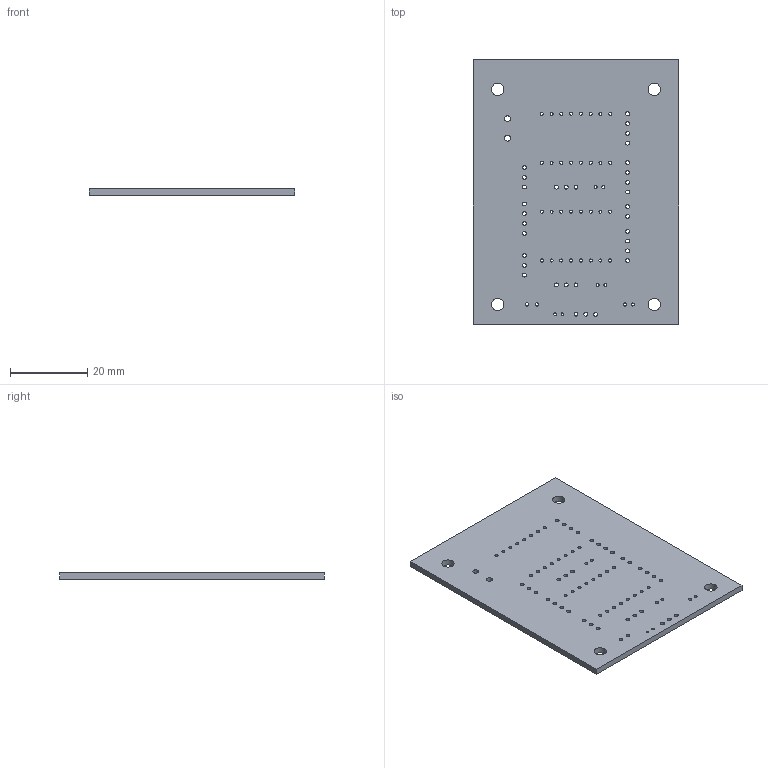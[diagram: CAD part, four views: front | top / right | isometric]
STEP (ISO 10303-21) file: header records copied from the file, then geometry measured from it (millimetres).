
FILE_DESCRIPTION(('KiCad electronic assembly'),'2;1');
FILE_NAME('zeichmaschinemain.step','2022-05-23T23:07:08',('Pcbnew'),( 'Kicad'),'Open CASCADE STEP processor 7.6','KiCad to STEP converter' ,'Unknown');
FILE_SCHEMA(('AUTOMOTIVE_DESIGN { 1 0 10303 214 1 1 1 1 }'));
Length unit declared in the file: millimetre
Products named in the file (2): zeichmaschinemain 1; zeichmaschinemain PCB
Assembly tree (1 placements, depth 2):
  zeichmaschinemain 1
    zeichmaschinemain PCB
Bounding box: 53.34 x 68.58 x 1.6 mm (x, y, z)
Volume: 5720.3 mm3; surface area: 7954.9 mm2
Topology: 1 solids, 1 shells, 87 faces, 255 edges, 170 vertices
Faces by surface type: cylinder 81, plane 6
Full cylindrical faces by diameter (mm): 0.7 x2, 0.8 x38, 0.9 x2, 1 x33, 1.52 x2, 3.2 x4
Entity records: 7163 total; most frequent: CARTESIAN_POINT 1996, DIRECTION 943, ORIENTED_EDGE 510, PCURVE 510, DEFINITIONAL_REPRESENTATION 510, LINE 441, VECTOR 441, EDGE_CURVE 255
